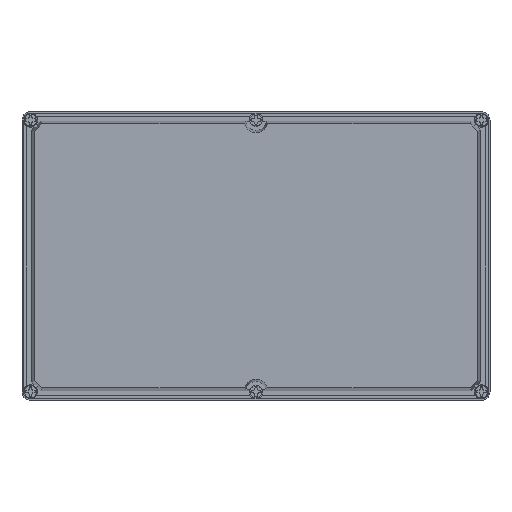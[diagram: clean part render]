
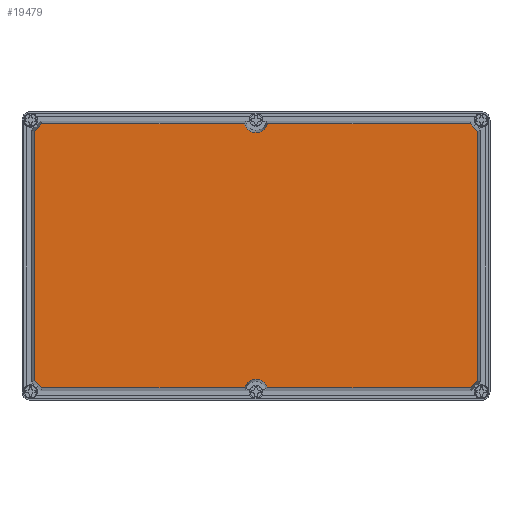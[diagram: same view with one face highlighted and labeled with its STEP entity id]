
A CAD part, top view. The second image highlights one B-rep face of the part: STEP entity #19479.
In plain terms, the highlighted planar face has unit normal (0, 0, 1).
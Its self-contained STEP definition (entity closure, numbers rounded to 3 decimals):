
#18260=AXIS2_PLACEMENT_3D('Circle Axis2P3D',#18258,#18259,$) ;
#19402=AXIS2_PLACEMENT_3D('Plane Axis2P3D',#19399,#19400,#19401) ;
#19406=AXIS2_PLACEMENT_3D('Circle Axis2P3D',#19404,#19405,$) ;
#17985=CARTESIAN_POINT('Line Origine',(447.144,356.057,209.)) ;
#17989=CARTESIAN_POINT('Vertex',(577.578,356.057,209.)) ;
#17991=CARTESIAN_POINT('Vertex',(316.71,356.057,209.)) ;
#18219=CARTESIAN_POINT('Vertex',(25.422,356.057,209.)) ;
#18222=CARTESIAN_POINT('Line Origine',(155.856,356.057,209.)) ;
#18226=CARTESIAN_POINT('Vertex',(286.29,356.057,209.)) ;
#18258=CARTESIAN_POINT('Axis2P3D Location',(301.5,361.,209.)) ;
#19399=CARTESIAN_POINT('Axis2P3D Location',(301.5,186.,209.)) ;
#19404=CARTESIAN_POINT('Axis2P3D Location',(301.5,11.,209.)) ;
#19408=CARTESIAN_POINT('Vertex',(316.71,15.943,209.)) ;
#19410=CARTESIAN_POINT('Vertex',(286.29,15.943,209.)) ;
#19413=CARTESIAN_POINT('Line Origine',(447.144,15.943,209.)) ;
#19417=CARTESIAN_POINT('Vertex',(577.578,15.943,209.)) ;
#19420=CARTESIAN_POINT('Line Origine',(582.318,20.682,209.)) ;
#19424=CARTESIAN_POINT('Vertex',(587.057,25.422,209.)) ;
#19427=CARTESIAN_POINT('Line Origine',(587.057,186.,209.)) ;
#19431=CARTESIAN_POINT('Vertex',(587.057,346.578,209.)) ;
#19434=CARTESIAN_POINT('Line Origine',(582.318,351.318,209.)) ;
#19439=CARTESIAN_POINT('Line Origine',(20.682,351.318,209.)) ;
#19443=CARTESIAN_POINT('Vertex',(15.943,346.578,209.)) ;
#19446=CARTESIAN_POINT('Line Origine',(15.943,186.,209.)) ;
#19450=CARTESIAN_POINT('Vertex',(15.943,25.422,209.)) ;
#19453=CARTESIAN_POINT('Line Origine',(20.682,20.682,209.)) ;
#19457=CARTESIAN_POINT('Vertex',(25.422,15.943,209.)) ;
#19460=CARTESIAN_POINT('Line Origine',(155.856,15.943,209.)) ;
#17986=DIRECTION('Vector Direction',(-1.,0.,0.)) ;
#18223=DIRECTION('Vector Direction',(-1.,0.,0.)) ;
#18259=DIRECTION('Axis2P3D Direction',(0.,0.,1.)) ;
#19400=DIRECTION('Axis2P3D Direction',(0.,0.,1.)) ;
#19401=DIRECTION('Axis2P3D XDirection',(1.,0.,0.)) ;
#19405=DIRECTION('Axis2P3D Direction',(0.,0.,1.)) ;
#19414=DIRECTION('Vector Direction',(1.,0.,0.)) ;
#19421=DIRECTION('Vector Direction',(0.707,0.707,0.)) ;
#19428=DIRECTION('Vector Direction',(0.,1.,0.)) ;
#19435=DIRECTION('Vector Direction',(-0.707,0.707,0.)) ;
#19440=DIRECTION('Vector Direction',(-0.707,-0.707,0.)) ;
#19447=DIRECTION('Vector Direction',(0.,-1.,0.)) ;
#19454=DIRECTION('Vector Direction',(0.707,-0.707,0.)) ;
#19461=DIRECTION('Vector Direction',(1.,0.,0.)) ;
#17987=VECTOR('Line Direction',#17986,1.) ;
#18224=VECTOR('Line Direction',#18223,1.) ;
#19415=VECTOR('Line Direction',#19414,1.) ;
#19422=VECTOR('Line Direction',#19421,1.) ;
#19429=VECTOR('Line Direction',#19428,1.) ;
#19436=VECTOR('Line Direction',#19435,1.) ;
#19441=VECTOR('Line Direction',#19440,1.) ;
#19448=VECTOR('Line Direction',#19447,1.) ;
#19455=VECTOR('Line Direction',#19454,1.) ;
#19462=VECTOR('Line Direction',#19461,1.) ;
#19466=ORIENTED_EDGE('',*,*,#19412,.F.) ;
#19467=ORIENTED_EDGE('',*,*,#19419,.T.) ;
#19468=ORIENTED_EDGE('',*,*,#19426,.T.) ;
#19469=ORIENTED_EDGE('',*,*,#19433,.T.) ;
#19470=ORIENTED_EDGE('',*,*,#19438,.T.) ;
#19471=ORIENTED_EDGE('',*,*,#17993,.T.) ;
#19472=ORIENTED_EDGE('',*,*,#18262,.F.) ;
#19473=ORIENTED_EDGE('',*,*,#18228,.T.) ;
#19474=ORIENTED_EDGE('',*,*,#19445,.T.) ;
#19475=ORIENTED_EDGE('',*,*,#19452,.T.) ;
#19476=ORIENTED_EDGE('',*,*,#19459,.T.) ;
#19477=ORIENTED_EDGE('',*,*,#19464,.T.) ;
#19479=ADVANCED_FACE('Deckel',(#19478),#19403,.T.) ;
#18261=CIRCLE('generated circle',#18260,15.993) ;
#19407=CIRCLE('generated circle',#19406,15.993) ;
#17993=EDGE_CURVE('',#17990,#17992,#17988,.T.) ;
#18228=EDGE_CURVE('',#18227,#18220,#18225,.T.) ;
#18262=EDGE_CURVE('',#18227,#17992,#18261,.T.) ;
#19412=EDGE_CURVE('',#19409,#19411,#19407,.T.) ;
#19419=EDGE_CURVE('',#19409,#19418,#19416,.T.) ;
#19426=EDGE_CURVE('',#19418,#19425,#19423,.T.) ;
#19433=EDGE_CURVE('',#19425,#19432,#19430,.T.) ;
#19438=EDGE_CURVE('',#19432,#17990,#19437,.T.) ;
#19445=EDGE_CURVE('',#18220,#19444,#19442,.T.) ;
#19452=EDGE_CURVE('',#19444,#19451,#19449,.T.) ;
#19459=EDGE_CURVE('',#19451,#19458,#19456,.T.) ;
#19464=EDGE_CURVE('',#19458,#19411,#19463,.T.) ;
#19465=EDGE_LOOP('',(#19466,#19467,#19468,#19469,#19470,#19471,#19472,#19473,#19474,#19475,#19476,#19477)) ;
#19478=FACE_OUTER_BOUND('',#19465,.T.) ;
#17988=LINE('Line',#17985,#17987) ;
#18225=LINE('Line',#18222,#18224) ;
#19416=LINE('Line',#19413,#19415) ;
#19423=LINE('Line',#19420,#19422) ;
#19430=LINE('Line',#19427,#19429) ;
#19437=LINE('Line',#19434,#19436) ;
#19442=LINE('Line',#19439,#19441) ;
#19449=LINE('Line',#19446,#19448) ;
#19456=LINE('Line',#19453,#19455) ;
#19463=LINE('Line',#19460,#19462) ;
#19403=PLANE('',#19402) ;
#17990=VERTEX_POINT('',#17989) ;
#17992=VERTEX_POINT('',#17991) ;
#18220=VERTEX_POINT('',#18219) ;
#18227=VERTEX_POINT('',#18226) ;
#19409=VERTEX_POINT('',#19408) ;
#19411=VERTEX_POINT('',#19410) ;
#19418=VERTEX_POINT('',#19417) ;
#19425=VERTEX_POINT('',#19424) ;
#19432=VERTEX_POINT('',#19431) ;
#19444=VERTEX_POINT('',#19443) ;
#19451=VERTEX_POINT('',#19450) ;
#19458=VERTEX_POINT('',#19457) ;
